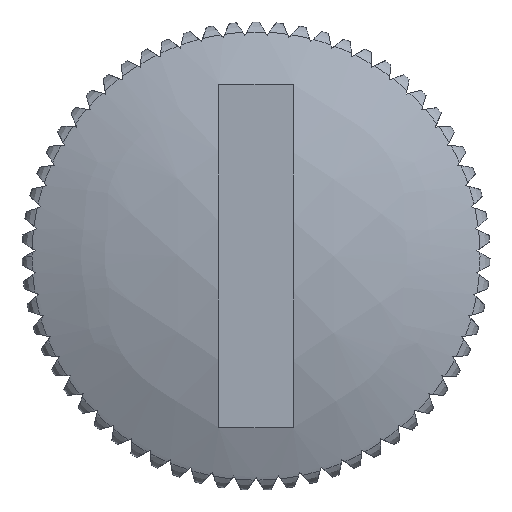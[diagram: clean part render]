
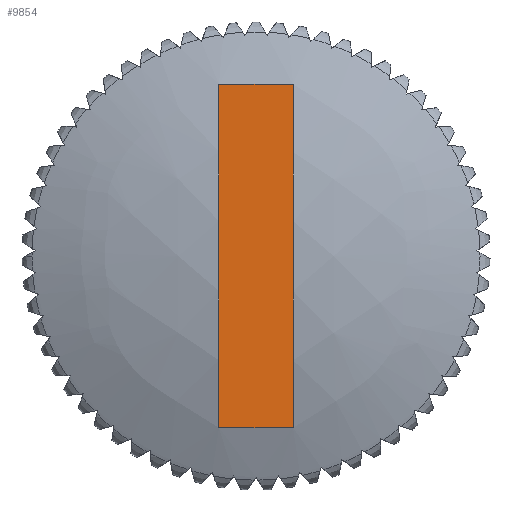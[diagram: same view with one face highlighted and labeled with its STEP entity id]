
A CAD part, front view. The second image highlights one B-rep face of the part: STEP entity #9854.
In plain terms, the highlighted planar face has unit normal (0, -1, 0).
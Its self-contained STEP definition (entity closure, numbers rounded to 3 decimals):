
#552 = VECTOR ( 'NONE', #5724, 1000. ) ;
#561 = VECTOR ( 'NONE', #1808, 1000. ) ;
#1134 = CARTESIAN_POINT ( 'NONE',  ( -1.1, 0.424, 5.1 ) ) ;
#1722 = ORIENTED_EDGE ( 'NONE', *, *, #11134, .T. ) ;
#1808 = DIRECTION ( 'NONE',  ( 1., 0., 0. ) ) ;
#1835 = DIRECTION ( 'NONE',  ( 0., -1., 0. ) ) ;
#1891 = LINE ( 'NONE', #3311, #6233 ) ;
#2102 = AXIS2_PLACEMENT_3D ( 'NONE', #10386, #1835, #7912 ) ;
#2171 = CARTESIAN_POINT ( 'NONE',  ( 1.1, 0.424, 5.1 ) ) ;
#2776 = EDGE_CURVE ( 'NONE', #3906, #8653, #5786, .T. ) ;
#2877 = LINE ( 'NONE', #10398, #561 ) ;
#3311 = CARTESIAN_POINT ( 'NONE',  ( 1.1, 0.424, 5.1 ) ) ;
#3357 = ORIENTED_EDGE ( 'NONE', *, *, #9988, .T. ) ;
#3906 = VERTEX_POINT ( 'NONE', #1134 ) ;
#3965 = CARTESIAN_POINT ( 'NONE',  ( 1.1, 0.424, -5.1 ) ) ;
#4193 = DIRECTION ( 'NONE',  ( -1., 0., 0. ) ) ;
#5302 = PLANE ( 'NONE',  #2102 ) ;
#5724 = DIRECTION ( 'NONE',  ( 0., 0., 1. ) ) ;
#5786 = LINE ( 'NONE', #9816, #7821 ) ;
#5847 = EDGE_CURVE ( 'NONE', #8653, #7591, #2877, .T. ) ;
#5987 = FACE_OUTER_BOUND ( 'NONE', #9161, .T. ) ;
#6233 = VECTOR ( 'NONE', #4193, 1000. ) ;
#6436 = ORIENTED_EDGE ( 'NONE', *, *, #2776, .T. ) ;
#6503 = CARTESIAN_POINT ( 'NONE',  ( 1.1, 0.424, -5.1 ) ) ;
#7068 = VERTEX_POINT ( 'NONE', #2171 ) ;
#7252 = CARTESIAN_POINT ( 'NONE',  ( -1.1, 0.424, -5.1 ) ) ;
#7591 = VERTEX_POINT ( 'NONE', #6503 ) ;
#7821 = VECTOR ( 'NONE', #10691, 1000. ) ;
#7912 = DIRECTION ( 'NONE',  ( 0., 0., -1. ) ) ;
#8500 = ORIENTED_EDGE ( 'NONE', *, *, #5847, .T. ) ;
#8653 = VERTEX_POINT ( 'NONE', #7252 ) ;
#9161 = EDGE_LOOP ( 'NONE', ( #3357, #1722, #6436, #8500 ) ) ;
#9816 = CARTESIAN_POINT ( 'NONE',  ( -1.1, 0.424, -5.1 ) ) ;
#9854 = ADVANCED_FACE ( 'NONE', ( #5987 ), #5302, .T. ) ;
#9986 = LINE ( 'NONE', #3965, #552 ) ;
#9988 = EDGE_CURVE ( 'NONE', #7591, #7068, #9986, .T. ) ;
#10386 = CARTESIAN_POINT ( 'NONE',  ( 0., 0.424, 0. ) ) ;
#10398 = CARTESIAN_POINT ( 'NONE',  ( 0., 0.424, -5.1 ) ) ;
#10691 = DIRECTION ( 'NONE',  ( 0., 0., -1. ) ) ;
#11134 = EDGE_CURVE ( 'NONE', #7068, #3906, #1891, .T. ) ;
